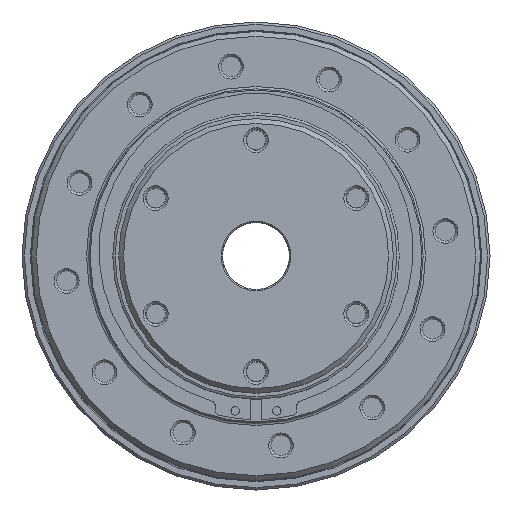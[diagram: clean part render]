
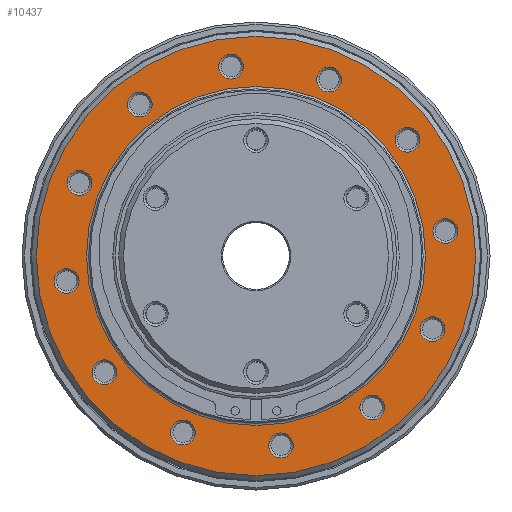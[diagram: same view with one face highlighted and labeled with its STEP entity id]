
A CAD part, left-side view. The second image highlights one B-rep face of the part: STEP entity #10437.
In plain terms, the highlighted planar face has unit normal (-1, 0, 0).
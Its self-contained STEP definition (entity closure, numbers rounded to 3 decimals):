
#1880=PLANE('',#11859);
#2788=ORIENTED_EDGE('',*,*,#5385,.T.);
#2789=ORIENTED_EDGE('',*,*,#5388,.T.);
#2790=ORIENTED_EDGE('',*,*,#5391,.T.);
#2791=ORIENTED_EDGE('',*,*,#5394,.T.);
#2792=ORIENTED_EDGE('',*,*,#5397,.T.);
#2793=ORIENTED_EDGE('',*,*,#5400,.T.);
#2794=ORIENTED_EDGE('',*,*,#5403,.T.);
#2795=ORIENTED_EDGE('',*,*,#5406,.T.);
#2796=ORIENTED_EDGE('',*,*,#5409,.T.);
#2797=ORIENTED_EDGE('',*,*,#5412,.T.);
#2798=ORIENTED_EDGE('',*,*,#5415,.T.);
#2799=ORIENTED_EDGE('',*,*,#5459,.T.);
#2800=ORIENTED_EDGE('',*,*,#5460,.T.);
#2801=ORIENTED_EDGE('',*,*,#5461,.T.);
#5385=EDGE_CURVE('',#6804,#6804,#7852,.F.);
#5388=EDGE_CURVE('',#6807,#6807,#7855,.F.);
#5391=EDGE_CURVE('',#6810,#6810,#7858,.F.);
#5394=EDGE_CURVE('',#6813,#6813,#7861,.F.);
#5397=EDGE_CURVE('',#6816,#6816,#7864,.F.);
#5400=EDGE_CURVE('',#6819,#6819,#7867,.F.);
#5403=EDGE_CURVE('',#6822,#6822,#7870,.F.);
#5406=EDGE_CURVE('',#6825,#6825,#7873,.F.);
#5409=EDGE_CURVE('',#6828,#6828,#7876,.F.);
#5412=EDGE_CURVE('',#6831,#6831,#7879,.F.);
#5415=EDGE_CURVE('',#6834,#6834,#7882,.F.);
#5459=EDGE_CURVE('',#6878,#6878,#7926,.F.);
#5460=EDGE_CURVE('',#6879,#6879,#7927,.T.);
#5461=EDGE_CURVE('',#6880,#6880,#7928,.F.);
#6804=VERTEX_POINT('',#15763);
#6807=VERTEX_POINT('',#15771);
#6810=VERTEX_POINT('',#15779);
#6813=VERTEX_POINT('',#15787);
#6816=VERTEX_POINT('',#15795);
#6819=VERTEX_POINT('',#15803);
#6822=VERTEX_POINT('',#15811);
#6825=VERTEX_POINT('',#15819);
#6828=VERTEX_POINT('',#15827);
#6831=VERTEX_POINT('',#15835);
#6834=VERTEX_POINT('',#15843);
#6878=VERTEX_POINT('',#15935);
#6879=VERTEX_POINT('',#15937);
#6880=VERTEX_POINT('',#15939);
#7852=CIRCLE('',#11762,5.188);
#7855=CIRCLE('',#11767,5.188);
#7858=CIRCLE('',#11772,5.188);
#7861=CIRCLE('',#11777,5.188);
#7864=CIRCLE('',#11782,5.188);
#7867=CIRCLE('',#11787,5.188);
#7870=CIRCLE('',#11792,5.188);
#7873=CIRCLE('',#11797,5.188);
#7876=CIRCLE('',#11802,5.188);
#7879=CIRCLE('',#11807,5.188);
#7882=CIRCLE('',#11812,5.188);
#7926=CIRCLE('',#11860,5.188);
#7927=CIRCLE('',#11861,92.);
#7928=CIRCLE('',#11862,71.);
#8430=EDGE_LOOP('',(#2788));
#8431=EDGE_LOOP('',(#2789));
#8432=EDGE_LOOP('',(#2790));
#8433=EDGE_LOOP('',(#2791));
#8434=EDGE_LOOP('',(#2792));
#8435=EDGE_LOOP('',(#2793));
#8436=EDGE_LOOP('',(#2794));
#8437=EDGE_LOOP('',(#2795));
#8438=EDGE_LOOP('',(#2796));
#8439=EDGE_LOOP('',(#2797));
#8440=EDGE_LOOP('',(#2798));
#8441=EDGE_LOOP('',(#2799));
#8442=EDGE_LOOP('',(#2800));
#8443=EDGE_LOOP('',(#2801));
#9460=FACE_BOUND('',#8430,.T.);
#9461=FACE_BOUND('',#8431,.T.);
#9462=FACE_BOUND('',#8432,.T.);
#9463=FACE_BOUND('',#8433,.T.);
#9464=FACE_BOUND('',#8434,.T.);
#9465=FACE_BOUND('',#8435,.T.);
#9466=FACE_BOUND('',#8436,.T.);
#9467=FACE_BOUND('',#8437,.T.);
#9468=FACE_BOUND('',#8438,.T.);
#9469=FACE_BOUND('',#8439,.T.);
#9470=FACE_BOUND('',#8440,.T.);
#9471=FACE_BOUND('',#8441,.T.);
#9472=FACE_BOUND('',#8442,.T.);
#9473=FACE_BOUND('',#8443,.T.);
#10437=ADVANCED_FACE('',(#9460,#9461,#9462,#9463,#9464,#9465,#9466,#9467,
#9468,#9469,#9470,#9471,#9472,#9473),#1880,.T.);
#11762=AXIS2_PLACEMENT_3D('',#15762,#13151,#13152);
#11767=AXIS2_PLACEMENT_3D('',#15770,#13161,#13162);
#11772=AXIS2_PLACEMENT_3D('',#15778,#13171,#13172);
#11777=AXIS2_PLACEMENT_3D('',#15786,#13181,#13182);
#11782=AXIS2_PLACEMENT_3D('',#15794,#13191,#13192);
#11787=AXIS2_PLACEMENT_3D('',#15802,#13201,#13202);
#11792=AXIS2_PLACEMENT_3D('',#15810,#13211,#13212);
#11797=AXIS2_PLACEMENT_3D('',#15818,#13221,#13222);
#11802=AXIS2_PLACEMENT_3D('',#15826,#13231,#13232);
#11807=AXIS2_PLACEMENT_3D('',#15834,#13241,#13242);
#11812=AXIS2_PLACEMENT_3D('',#15842,#13251,#13252);
#11859=AXIS2_PLACEMENT_3D('',#15933,#13345,#13346);
#11860=AXIS2_PLACEMENT_3D('',#15934,#13347,#13348);
#11861=AXIS2_PLACEMENT_3D('',#15936,#13349,#13350);
#11862=AXIS2_PLACEMENT_3D('',#15938,#13351,#13352);
#13151=DIRECTION('',(-1.,0.,0.));
#13152=DIRECTION('',(0.,0.5,0.866));
#13161=DIRECTION('',(-1.,0.,0.));
#13162=DIRECTION('',(0.,0.866,0.5));
#13171=DIRECTION('',(-1.,0.,0.));
#13172=DIRECTION('',(0.,1.,0.));
#13181=DIRECTION('',(-1.,0.,0.));
#13182=DIRECTION('',(0.,0.866,-0.5));
#13191=DIRECTION('',(-1.,0.,0.));
#13192=DIRECTION('',(0.,0.5,-0.866));
#13201=DIRECTION('',(-1.,0.,0.));
#13202=DIRECTION('',(0.,0.,-1.));
#13211=DIRECTION('',(-1.,0.,0.));
#13212=DIRECTION('',(0.,-0.5,-0.866));
#13221=DIRECTION('',(-1.,0.,0.));
#13222=DIRECTION('',(0.,-0.866,-0.5));
#13231=DIRECTION('',(-1.,0.,0.));
#13232=DIRECTION('',(0.,-1.,0.));
#13241=DIRECTION('',(-1.,0.,0.));
#13242=DIRECTION('',(0.,-0.866,0.5));
#13251=DIRECTION('',(-1.,0.,0.));
#13252=DIRECTION('',(0.,-0.5,0.866));
#13345=DIRECTION('',(-1.,0.,0.));
#13346=DIRECTION('',(0.,0.,1.));
#13347=DIRECTION('',(-1.,0.,0.));
#13348=DIRECTION('',(0.,0.,1.));
#13349=DIRECTION('',(-1.,0.,0.));
#13350=DIRECTION('',(0.,0.,1.));
#13351=DIRECTION('',(-1.,0.,0.));
#13352=DIRECTION('',(0.,0.,1.));
#15762=CARTESIAN_POINT('',(-18.,79.316,-10.442));
#15763=CARTESIAN_POINT('',(-18.,81.91,-5.949));
#15770=CARTESIAN_POINT('',(-18.,63.468,-48.701));
#15771=CARTESIAN_POINT('',(-18.,67.961,-46.107));
#15778=CARTESIAN_POINT('',(-18.,30.615,-73.91));
#15779=CARTESIAN_POINT('',(-18.,35.803,-73.91));
#15786=CARTESIAN_POINT('',(-18.,-10.442,-79.316));
#15787=CARTESIAN_POINT('',(-18.,-5.949,-81.91));
#15794=CARTESIAN_POINT('',(-18.,-48.701,-63.468));
#15795=CARTESIAN_POINT('',(-18.,-46.107,-67.961));
#15802=CARTESIAN_POINT('',(-18.,-73.91,-30.615));
#15803=CARTESIAN_POINT('',(-18.,-73.91,-35.803));
#15810=CARTESIAN_POINT('',(-18.,-79.316,10.442));
#15811=CARTESIAN_POINT('',(-18.,-81.91,5.949));
#15818=CARTESIAN_POINT('',(-18.,-63.468,48.701));
#15819=CARTESIAN_POINT('',(-18.,-67.961,46.107));
#15826=CARTESIAN_POINT('',(-18.,-30.615,73.91));
#15827=CARTESIAN_POINT('',(-18.,-35.803,73.91));
#15834=CARTESIAN_POINT('',(-18.,10.442,79.316));
#15835=CARTESIAN_POINT('',(-18.,5.949,81.91));
#15842=CARTESIAN_POINT('',(-18.,48.701,63.468));
#15843=CARTESIAN_POINT('',(-18.,46.107,67.961));
#15933=CARTESIAN_POINT('',(-18.,0.,70.));
#15934=CARTESIAN_POINT('',(-18.,73.91,30.615));
#15935=CARTESIAN_POINT('',(-18.,73.91,35.803));
#15936=CARTESIAN_POINT('',(-18.,0.,0.));
#15937=CARTESIAN_POINT('',(-18.,0.,92.));
#15938=CARTESIAN_POINT('',(-18.,0.,0.));
#15939=CARTESIAN_POINT('',(-18.,0.,71.));
